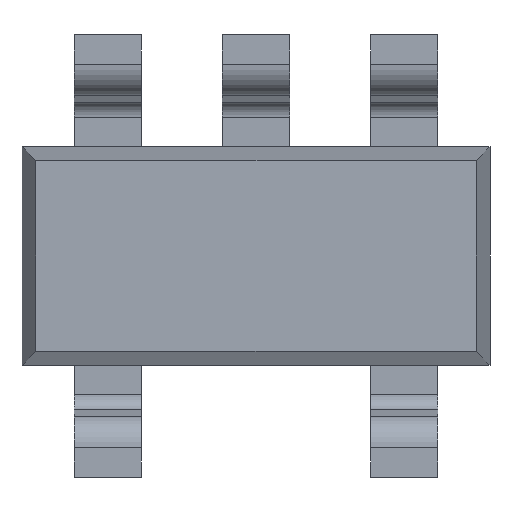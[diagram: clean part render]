
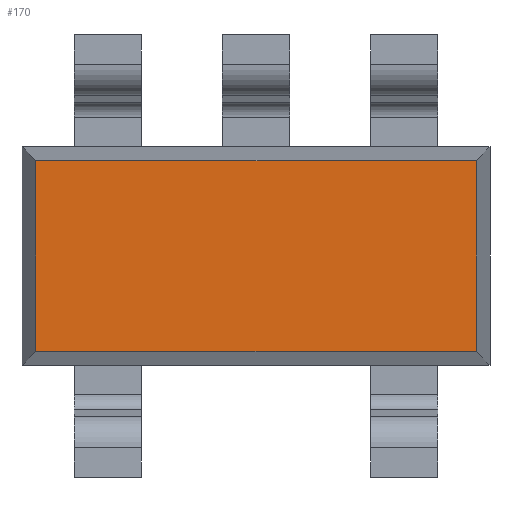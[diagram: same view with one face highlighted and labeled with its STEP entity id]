
A CAD part, front view. The second image highlights one B-rep face of the part: STEP entity #170.
In plain terms, the highlighted planar face has unit normal (0, -1, 0).
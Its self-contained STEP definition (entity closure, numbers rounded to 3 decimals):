
#167 = EDGE_CURVE ( 'NONE', #177, #3338, #1144, .T. ) ;
#170 = ADVANCED_FACE ( 'NONE', ( #1204 ), #1203, .F. ) ;
#171 = EDGE_LOOP ( 'NONE', ( #172, #173, #174, #175 ) ) ;
#172 = ORIENTED_EDGE ( 'NONE', *, *, #176, .F. ) ;
#173 = ORIENTED_EDGE ( 'NONE', *, *, #193, .F. ) ;
#174 = ORIENTED_EDGE ( 'NONE', *, *, #3349, .F. ) ;
#175 = ORIENTED_EDGE ( 'NONE', *, *, #167, .F. ) ;
#176 = EDGE_CURVE ( 'NONE', #194, #177, #1201, .T. ) ;
#177 = VERTEX_POINT ( 'NONE', #1194 ) ;
#193 = EDGE_CURVE ( 'NONE', #3350, #194, #1231, .T. ) ;
#194 = VERTEX_POINT ( 'NONE', #1227 ) ;
#1141 = DIRECTION ( 'NONE',  ( 0., 0., 1. ) ) ;
#1142 = VECTOR ( 'NONE', #1141, 1000. ) ;
#1143 = CARTESIAN_POINT ( 'NONE',  ( -1.412, 0., -0.7 ) ) ;
#1144 = LINE ( 'NONE', #1143, #1142 ) ;
#1194 = CARTESIAN_POINT ( 'NONE',  ( -1.412, 0., -0.612 ) ) ;
#1195 = DIRECTION ( 'NONE',  ( -1., 0., 0. ) ) ;
#1196 = VECTOR ( 'NONE', #1195, 1000. ) ;
#1197 = CARTESIAN_POINT ( 'NONE',  ( -1.5, 0., -0.612 ) ) ;
#1198 = DIRECTION ( 'NONE',  ( 0., 0., 1. ) ) ;
#1199 = DIRECTION ( 'NONE',  ( 0., 1., 0. ) ) ;
#1200 = CARTESIAN_POINT ( 'NONE',  ( 0., 0., 0. ) ) ;
#1201 = LINE ( 'NONE', #1197, #1196 ) ;
#1202 = AXIS2_PLACEMENT_3D ( 'NONE', #1200, #1199, #1198 ) ;
#1203 = PLANE ( 'NONE',  #1202 ) ;
#1204 = FACE_OUTER_BOUND ( 'NONE', #171, .T. ) ;
#1227 = CARTESIAN_POINT ( 'NONE',  ( 1.412, 0., -0.612 ) ) ;
#1228 = DIRECTION ( 'NONE',  ( 0., 0., -1. ) ) ;
#1229 = VECTOR ( 'NONE', #1228, 1000. ) ;
#1230 = CARTESIAN_POINT ( 'NONE',  ( 1.412, 0., -0.7 ) ) ;
#1231 = LINE ( 'NONE', #1230, #1229 ) ;
#2931 = CARTESIAN_POINT ( 'NONE',  ( -1.412, 0., 0.612 ) ) ;
#2975 = CARTESIAN_POINT ( 'NONE',  ( 1.412, 0., 0.612 ) ) ;
#2976 = DIRECTION ( 'NONE',  ( 1., 0., 0. ) ) ;
#2977 = VECTOR ( 'NONE', #2976, 1000. ) ;
#2978 = CARTESIAN_POINT ( 'NONE',  ( -1.5, 0., 0.612 ) ) ;
#2979 = LINE ( 'NONE', #2978, #2977 ) ;
#3338 = VERTEX_POINT ( 'NONE', #2931 ) ;
#3349 = EDGE_CURVE ( 'NONE', #3338, #3350, #2979, .T. ) ;
#3350 = VERTEX_POINT ( 'NONE', #2975 ) ;
